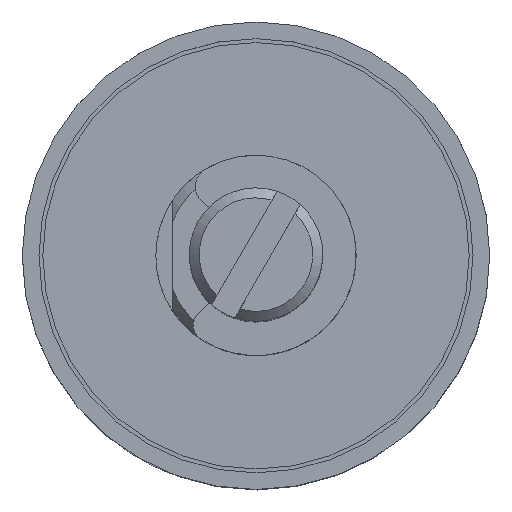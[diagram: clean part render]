
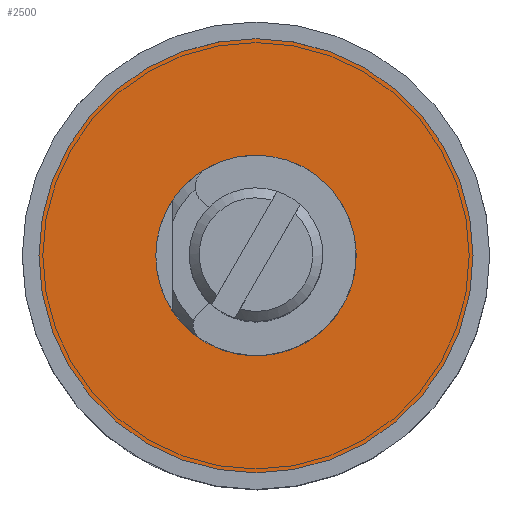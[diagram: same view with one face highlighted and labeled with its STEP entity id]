
A CAD part, top view. The second image highlights one B-rep face of the part: STEP entity #2500.
In plain terms, the highlighted planar face has unit normal (0, 0, 1).
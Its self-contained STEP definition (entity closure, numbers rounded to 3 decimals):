
#887 = EDGE_CURVE ( 'NONE', #8149, #8149, #5800, .T. ) ;
#972 = EDGE_LOOP ( 'NONE', ( #8088 ) ) ;
#1165 = CARTESIAN_POINT ( 'NONE',  ( 0., 0., 0.5 ) ) ;
#1450 = DIRECTION ( 'NONE',  ( 0., 0., 1. ) ) ;
#1454 = CIRCLE ( 'NONE', #2875, 3. ) ;
#1621 = VERTEX_POINT ( 'NONE', #8986 ) ;
#2500 = ADVANCED_FACE ( 'NONE', ( #10313, #2903 ), #10236, .T. ) ;
#2875 = AXIS2_PLACEMENT_3D ( 'NONE', #3032, #9444, #8615 ) ;
#2903 = FACE_OUTER_BOUND ( 'NONE', #8479, .T. ) ;
#3032 = CARTESIAN_POINT ( 'NONE',  ( 0., 0., 0.5 ) ) ;
#3557 = ORIENTED_EDGE ( 'NONE', *, *, #887, .T. ) ;
#4402 = EDGE_CURVE ( 'NONE', #1621, #1621, #1454, .T. ) ;
#4488 = DIRECTION ( 'NONE',  ( 0., 0., 1. ) ) ;
#4659 = CARTESIAN_POINT ( 'NONE',  ( 3., 0., 0.5 ) ) ;
#5800 = CIRCLE ( 'NONE', #9411, 6.5 ) ;
#7489 = AXIS2_PLACEMENT_3D ( 'NONE', #4659, #1450, #9440 ) ;
#7664 = DIRECTION ( 'NONE',  ( 1., 0., 0. ) ) ;
#8088 = ORIENTED_EDGE ( 'NONE', *, *, #4402, .T. ) ;
#8149 = VERTEX_POINT ( 'NONE', #8185 ) ;
#8185 = CARTESIAN_POINT ( 'NONE',  ( 6.5, 0., 0.5 ) ) ;
#8479 = EDGE_LOOP ( 'NONE', ( #3557 ) ) ;
#8615 = DIRECTION ( 'NONE',  ( -1., 0., 0. ) ) ;
#8986 = CARTESIAN_POINT ( 'NONE',  ( -3., 0., 0.5 ) ) ;
#9411 = AXIS2_PLACEMENT_3D ( 'NONE', #1165, #4488, #7664 ) ;
#9440 = DIRECTION ( 'NONE',  ( 1., 0., 0. ) ) ;
#9444 = DIRECTION ( 'NONE',  ( 0., 0., -1. ) ) ;
#10236 = PLANE ( 'NONE',  #7489 ) ;
#10313 = FACE_BOUND ( 'NONE', #972, .T. ) ;
